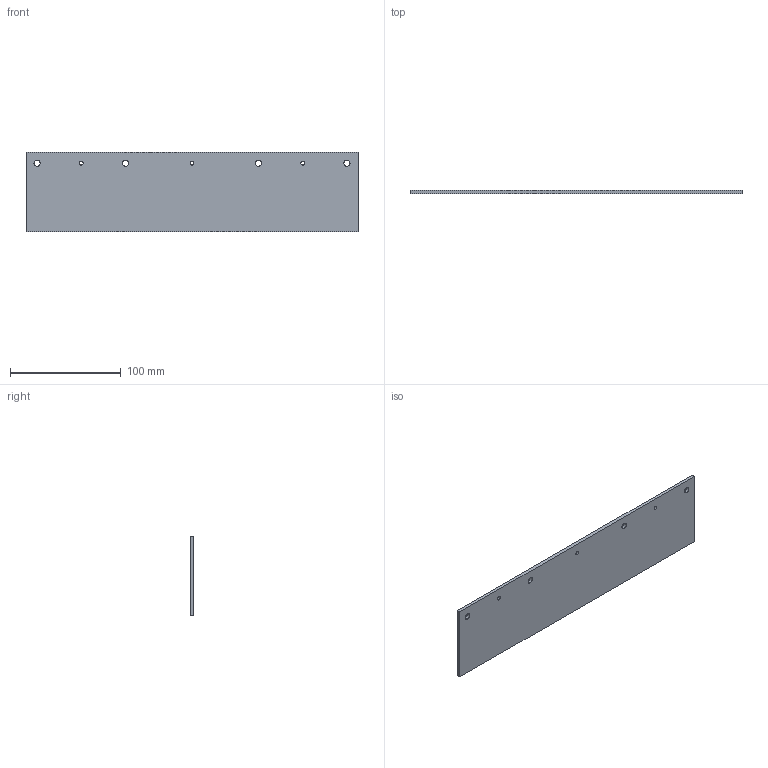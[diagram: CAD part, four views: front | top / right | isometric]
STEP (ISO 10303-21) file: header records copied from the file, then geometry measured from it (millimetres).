
FILE_DESCRIPTION (( 'STEP AP214' ), '1' );
FILE_NAME ('elec bottom panel.STEP', '2025-09-18T19:08:23', ( '' ), ( '' ), 'SwSTEP 2.0', 'SolidWorks 2024', '' );
FILE_SCHEMA (( 'AUTOMOTIVE_DESIGN' ));
Length unit declared in the file: millimetre
Products named in the file (1): elec bottom panel
Bounding box: 300 x 3 x 72 mm (x, y, z)
Volume: 64433.2 mm3; surface area: 45489.5 mm2
Topology: 1 solids, 1 shells, 34 faces, 82 edges, 50 vertices
Faces by surface type: cone 14, cylinder 14, plane 6
Entity records: 1047 total; most frequent: DIRECTION 194, CARTESIAN_POINT 167, ORIENTED_EDGE 164, EDGE_CURVE 82, AXIS2_PLACEMENT_3D 77, VERTEX_POINT 50, EDGE_LOOP 48, CIRCLE 42
